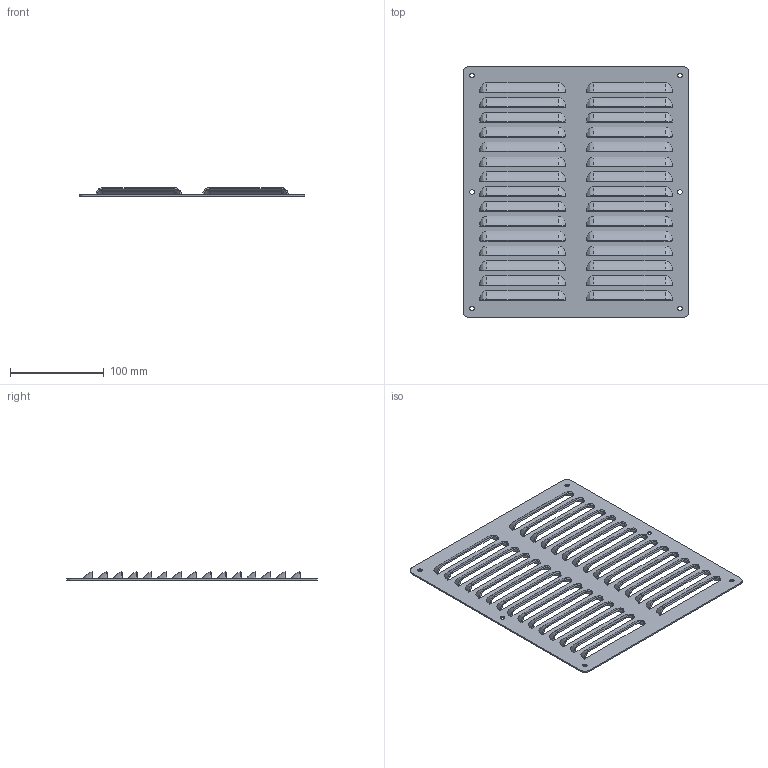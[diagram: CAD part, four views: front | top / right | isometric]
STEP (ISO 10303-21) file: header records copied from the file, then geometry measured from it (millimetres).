
FILE_DESCRIPTION (( 'STEP AP203' ), '1' );
FILE_NAME ('SCE-AVK88SS.step', '2021-02-09T22:08:53', ( 'ADC123' ), ( 'Microsoft' ), 'SwSTEP 2.0', 'SolidWorks 2019', '' );
FILE_SCHEMA (( 'CONFIG_CONTROL_DESIGN' ));
Length unit declared in the file: inch
Products named in the file (1): SCE-AVK88SS
Bounding box: 241.3 x 268.29 x 9.35 mm (x, y, z)
Volume: 111386.6 mm3; surface area: 156758.2 mm2
Topology: 1 solids, 1 shells, 442 faces, 1080 edges, 640 vertices
Faces by surface type: bspline 300, cylinder 76, plane 66
Entity records: 26979 total; most frequent: CARTESIAN_POINT 17943, ORIENTED_EDGE 2160, DIRECTION 1278, EDGE_CURVE 1080, VERTEX_POINT 640, LINE 568, VECTOR 568, EDGE_LOOP 514
